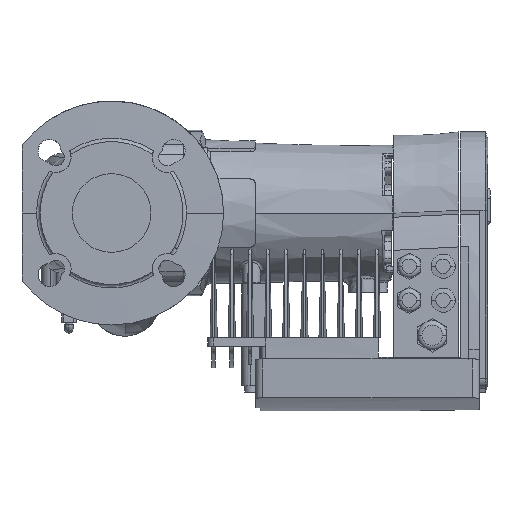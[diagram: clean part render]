
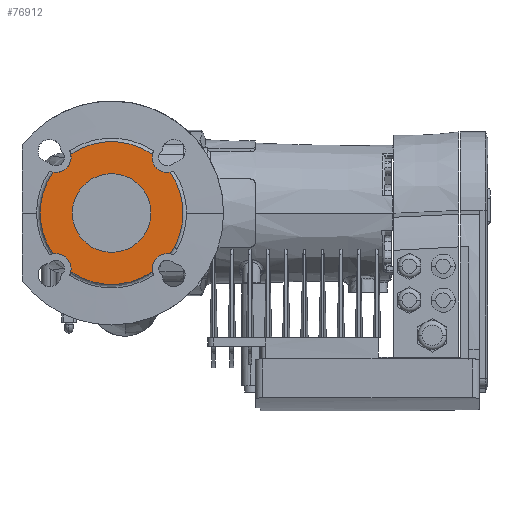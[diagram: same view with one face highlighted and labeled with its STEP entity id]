
A CAD part, front view. The second image highlights one B-rep face of the part: STEP entity #76912.
In plain terms, the highlighted planar face has unit normal (0, -1, 0).
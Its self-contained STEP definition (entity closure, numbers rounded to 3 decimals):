
#24003 = EDGE_CURVE ( 'NONE', #30783, #30780, #42226, .T. ) ;
#24130 = EDGE_CURVE ( 'NONE', #30780, #30778, #42143, .T. ) ;
#24183 = EDGE_CURVE ( 'NONE', #30913, #30910, #42214, .T. ) ;
#24256 = EDGE_CURVE ( 'NONE', #30811, #30926, #42137, .T. ) ;
#24278 = EDGE_CURVE ( 'NONE', #30926, #31457, #42195, .T. ) ;
#24342 = EDGE_CURVE ( 'NONE', #30937, #30811, #42530, .T. ) ;
#24357 = EDGE_CURVE ( 'NONE', #30910, #30913, #42464, .T. ) ;
#24367 = EDGE_CURVE ( 'NONE', #30778, #31000, #42476, .T. ) ;
#24374 = EDGE_CURVE ( 'NONE', #30786, #30783, #41553, .T. ) ;
#24389 = EDGE_CURVE ( 'NONE', #31000, #30937, #42388, .T. ) ;
#24410 = EDGE_CURVE ( 'NONE', #31452, #30794, #42289, .T. ) ;
#24451 = EDGE_CURVE ( 'NONE', #30794, #30786, #41625, .T. ) ;
#24592 = EDGE_CURVE ( 'NONE', #31457, #31452, #73754, .T. ) ;
#25919 = CARTESIAN_POINT ( 'NONE',  ( 57.6, -170., 0. ) ) ;
#25930 = FACE_BOUND ( 'NONE', #38034, .T. ) ;
#25935 = FACE_OUTER_BOUND ( 'NONE', #38004, .T. ) ;
#25938 = PLANE ( 'NONE',  #66294 ) ;
#25943 = DIRECTION ( 'NONE',  ( 0., 1., 0. ) ) ;
#25946 = DIRECTION ( 'NONE',  ( 0., 0., 1. ) ) ;
#30778 = VERTEX_POINT ( 'NONE', #40752 ) ;
#30780 = VERTEX_POINT ( 'NONE', #40753 ) ;
#30783 = VERTEX_POINT ( 'NONE', #40754 ) ;
#30786 = VERTEX_POINT ( 'NONE', #40755 ) ;
#30794 = VERTEX_POINT ( 'NONE', #40757 ) ;
#30811 = VERTEX_POINT ( 'NONE', #40762 ) ;
#30910 = VERTEX_POINT ( 'NONE', #40791 ) ;
#30913 = VERTEX_POINT ( 'NONE', #40792 ) ;
#30926 = VERTEX_POINT ( 'NONE', #40795 ) ;
#30937 = VERTEX_POINT ( 'NONE', #40798 ) ;
#31000 = VERTEX_POINT ( 'NONE', #40815 ) ;
#31452 = VERTEX_POINT ( 'NONE', #40948 ) ;
#31457 = VERTEX_POINT ( 'NONE', #40949 ) ;
#38004 = EDGE_LOOP ( 'NONE', ( #71347, #71360, #71356, #71399, #71405, #71409, #71421, #71418, #71414, #71429, #71433 ) ) ;
#38034 = EDGE_LOOP ( 'NONE', ( #71343, #71351 ) ) ;
#40752 = CARTESIAN_POINT ( 'NONE',  ( -70.824, -170., -33.707 ) ) ;
#40753 = CARTESIAN_POINT ( 'NONE',  ( -70.824, -170., 33.707 ) ) ;
#40754 = CARTESIAN_POINT ( 'NONE',  ( -56.107, -170., 48.424 ) ) ;
#40755 = CARTESIAN_POINT ( 'NONE',  ( 11.307, -170., 48.424 ) ) ;
#40757 = CARTESIAN_POINT ( 'NONE',  ( 26.024, -170., 33.707 ) ) ;
#40762 = CARTESIAN_POINT ( 'NONE',  ( 11.307, -170., -48.424 ) ) ;
#40791 = CARTESIAN_POINT ( 'NONE',  ( -22.4, -170., -32.5 ) ) ;
#40792 = CARTESIAN_POINT ( 'NONE',  ( -22.4, -170., 32.5 ) ) ;
#40795 = CARTESIAN_POINT ( 'NONE',  ( 23.562, -170., -33.462 ) ) ;
#40798 = CARTESIAN_POINT ( 'NONE',  ( -56.107, -170., -48.424 ) ) ;
#40815 = CARTESIAN_POINT ( 'NONE',  ( -68.362, -170., -33.462 ) ) ;
#40948 = CARTESIAN_POINT ( 'NONE',  ( 29.377, -170., -28.286 ) ) ;
#40949 = CARTESIAN_POINT ( 'NONE',  ( 26.024, -170., -33.707 ) ) ;
#41139 = AXIS2_PLACEMENT_3D ( 'NONE', #70249, #70250, #70251 ) ;
#41553 = CIRCLE ( 'NONE', #42379, 59. ) ;
#41625 = CIRCLE ( 'NONE', #41139, 12.5 ) ;
#41911 = AXIS2_PLACEMENT_3D ( 'NONE', #60148, #60150, #60152 ) ;
#41912 = AXIS2_PLACEMENT_3D ( 'NONE', #59625, #59627, #59629 ) ;
#42022 = AXIS2_PLACEMENT_3D ( 'NONE', #66972, #66974, #66977 ) ;
#42070 = AXIS2_PLACEMENT_3D ( 'NONE', #59094, #59096, #59098 ) ;
#42104 = AXIS2_PLACEMENT_3D ( 'NONE', #64543, #64545, #64547 ) ;
#42137 = CIRCLE ( 'NONE', #41912, 12.5 ) ;
#42143 = CIRCLE ( 'NONE', #42022, 59. ) ;
#42195 = CIRCLE ( 'NONE', #42527, 12.5 ) ;
#42214 = CIRCLE ( 'NONE', #42070, 32.5 ) ;
#42226 = CIRCLE ( 'NONE', #42104, 12.5 ) ;
#42289 = CIRCLE ( 'NONE', #42483, 59. ) ;
#42294 = AXIS2_PLACEMENT_3D ( 'NONE', #60258, #60259, #60261 ) ;
#42327 = AXIS2_PLACEMENT_3D ( 'NONE', #60439, #60440, #60441 ) ;
#42379 = AXIS2_PLACEMENT_3D ( 'NONE', #60342, #60344, #60346 ) ;
#42388 = CIRCLE ( 'NONE', #42327, 12.5 ) ;
#42464 = CIRCLE ( 'NONE', #42507, 32.5 ) ;
#42476 = CIRCLE ( 'NONE', #42294, 12.5 ) ;
#42483 = AXIS2_PLACEMENT_3D ( 'NONE', #60676, #60678, #60680 ) ;
#42507 = AXIS2_PLACEMENT_3D ( 'NONE', #60216, #60218, #60220 ) ;
#42527 = AXIS2_PLACEMENT_3D ( 'NONE', #59772, #59774, #59776 ) ;
#42530 = CIRCLE ( 'NONE', #41911, 59. ) ;
#59094 = CARTESIAN_POINT ( 'NONE',  ( -22.4, -170., 0. ) ) ;
#59096 = DIRECTION ( 'NONE',  ( 0., -1., 0. ) ) ;
#59098 = DIRECTION ( 'NONE',  ( 0., 0., -1. ) ) ;
#59625 = CARTESIAN_POINT ( 'NONE',  ( 23.562, -170., -45.962 ) ) ;
#59627 = DIRECTION ( 'NONE',  ( 0., 1., 0. ) ) ;
#59629 = DIRECTION ( 'NONE',  ( 0., 0., 1. ) ) ;
#59772 = CARTESIAN_POINT ( 'NONE',  ( 23.562, -170., -45.962 ) ) ;
#59774 = DIRECTION ( 'NONE',  ( 0., 1., 0. ) ) ;
#59776 = DIRECTION ( 'NONE',  ( 0., 0., 1. ) ) ;
#60148 = CARTESIAN_POINT ( 'NONE',  ( -22.4, -170., 0. ) ) ;
#60150 = DIRECTION ( 'NONE',  ( 0., -1., 0. ) ) ;
#60152 = DIRECTION ( 'NONE',  ( 0., 0., -1. ) ) ;
#60216 = CARTESIAN_POINT ( 'NONE',  ( -22.4, -170., 0. ) ) ;
#60218 = DIRECTION ( 'NONE',  ( 0., -1., 0. ) ) ;
#60220 = DIRECTION ( 'NONE',  ( 0., 0., -1. ) ) ;
#60258 = CARTESIAN_POINT ( 'NONE',  ( -68.362, -170., -45.962 ) ) ;
#60259 = DIRECTION ( 'NONE',  ( 0., 1., 0. ) ) ;
#60261 = DIRECTION ( 'NONE',  ( 0., 0., 1. ) ) ;
#60342 = CARTESIAN_POINT ( 'NONE',  ( -22.4, -170., 0. ) ) ;
#60344 = DIRECTION ( 'NONE',  ( 0., -1., 0. ) ) ;
#60346 = DIRECTION ( 'NONE',  ( 0., 0., -1. ) ) ;
#60439 = CARTESIAN_POINT ( 'NONE',  ( -68.362, -170., -45.962 ) ) ;
#60440 = DIRECTION ( 'NONE',  ( 0., 1., 0. ) ) ;
#60441 = DIRECTION ( 'NONE',  ( 0., 0., 1. ) ) ;
#60676 = CARTESIAN_POINT ( 'NONE',  ( -22.4, -170., 0. ) ) ;
#60678 = DIRECTION ( 'NONE',  ( 0., -1., 0. ) ) ;
#60680 = DIRECTION ( 'NONE',  ( 0., 0., -1. ) ) ;
#64543 = CARTESIAN_POINT ( 'NONE',  ( -68.362, -170., 45.962 ) ) ;
#64545 = DIRECTION ( 'NONE',  ( 0., 1., 0. ) ) ;
#64547 = DIRECTION ( 'NONE',  ( 0., 0., 1. ) ) ;
#66294 = AXIS2_PLACEMENT_3D ( 'NONE', #25919, #25943, #25946 ) ;
#66972 = CARTESIAN_POINT ( 'NONE',  ( -22.4, -170., 0. ) ) ;
#66974 = DIRECTION ( 'NONE',  ( 0., -1., 0. ) ) ;
#66977 = DIRECTION ( 'NONE',  ( 0., 0., -1. ) ) ;
#70249 = CARTESIAN_POINT ( 'NONE',  ( 23.562, -170., 45.962 ) ) ;
#70250 = DIRECTION ( 'NONE',  ( 0., 1., 0. ) ) ;
#70251 = DIRECTION ( 'NONE',  ( 0., 0., 1. ) ) ;
#71132 = CARTESIAN_POINT ( 'NONE',  ( -22.4, -170., 0. ) ) ;
#71133 = DIRECTION ( 'NONE',  ( 0., -1., 0. ) ) ;
#71134 = DIRECTION ( 'NONE',  ( 0., 0., -1. ) ) ;
#71343 = ORIENTED_EDGE ( 'NONE', *, *, #24357, .F. ) ;
#71347 = ORIENTED_EDGE ( 'NONE', *, *, #24342, .T. ) ;
#71351 = ORIENTED_EDGE ( 'NONE', *, *, #24183, .F. ) ;
#71356 = ORIENTED_EDGE ( 'NONE', *, *, #24278, .T. ) ;
#71360 = ORIENTED_EDGE ( 'NONE', *, *, #24256, .T. ) ;
#71399 = ORIENTED_EDGE ( 'NONE', *, *, #24592, .T. ) ;
#71405 = ORIENTED_EDGE ( 'NONE', *, *, #24410, .T. ) ;
#71409 = ORIENTED_EDGE ( 'NONE', *, *, #24451, .T. ) ;
#71414 = ORIENTED_EDGE ( 'NONE', *, *, #24130, .T. ) ;
#71418 = ORIENTED_EDGE ( 'NONE', *, *, #24003, .T. ) ;
#71421 = ORIENTED_EDGE ( 'NONE', *, *, #24374, .T. ) ;
#71429 = ORIENTED_EDGE ( 'NONE', *, *, #24367, .T. ) ;
#71433 = ORIENTED_EDGE ( 'NONE', *, *, #24389, .T. ) ;
#72813 = AXIS2_PLACEMENT_3D ( 'NONE', #71132, #71133, #71134 ) ;
#73754 = CIRCLE ( 'NONE', #72813, 59. ) ;
#76912 = ADVANCED_FACE ( 'NONE', ( #25930, #25935 ), #25938, .F. ) ;
